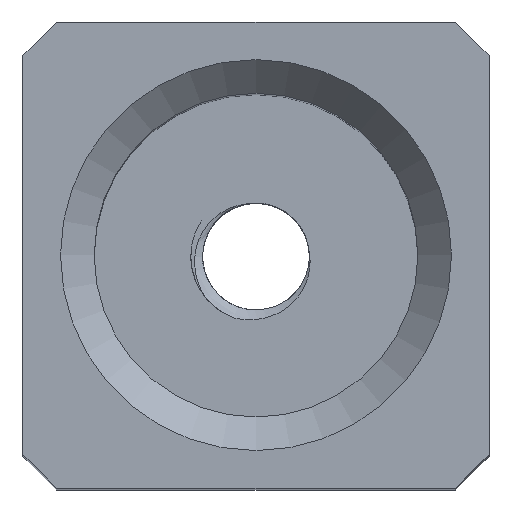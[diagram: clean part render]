
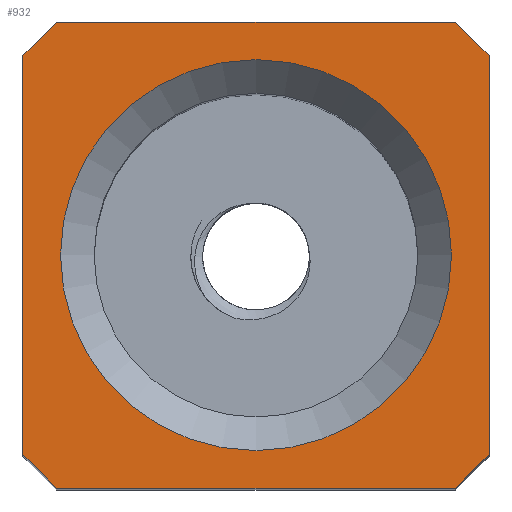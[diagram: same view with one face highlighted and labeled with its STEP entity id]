
A CAD part, top view. The second image highlights one B-rep face of the part: STEP entity #932.
In plain terms, the highlighted planar face has unit normal (0, 0, 1).
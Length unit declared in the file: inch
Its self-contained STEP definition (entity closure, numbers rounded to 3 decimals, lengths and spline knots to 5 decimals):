
#21=FACE_BOUND('',#144,.T.);
#40=PLANE('',#1009);
#87=FACE_OUTER_BOUND('',#143,.T.);
#143=EDGE_LOOP('',(#759,#760,#761,#762,#763,#764,#765,#766));
#144=EDGE_LOOP('',(#767));
#223=CIRCLE('',#1005,0.36278);
#257=LINE('',#2126,#323);
#263=LINE('',#2139,#329);
#269=LINE('',#2152,#335);
#277=LINE('',#2168,#343);
#286=LINE('',#2181,#352);
#287=LINE('',#2183,#353);
#290=LINE('',#2298,#356);
#291=LINE('',#2299,#357);
#323=VECTOR('',#1116,0.3937);
#329=VECTOR('',#1126,0.3937);
#335=VECTOR('',#1136,0.3937);
#343=VECTOR('',#1150,0.3937);
#352=VECTOR('',#1167,0.3937);
#353=VECTOR('',#1170,0.3937);
#356=VECTOR('',#1191,0.3937);
#357=VECTOR('',#1192,0.3937);
#423=VERTEX_POINT('',#2124);
#424=VERTEX_POINT('',#2125);
#428=VERTEX_POINT('',#2137);
#429=VERTEX_POINT('',#2138);
#433=VERTEX_POINT('',#2150);
#434=VERTEX_POINT('',#2151);
#438=VERTEX_POINT('',#2166);
#439=VERTEX_POINT('',#2167);
#442=VERTEX_POINT('',#2288);
#532=EDGE_CURVE('',#423,#424,#257,.T.);
#538=EDGE_CURVE('',#428,#429,#263,.T.);
#544=EDGE_CURVE('',#433,#434,#269,.T.);
#552=EDGE_CURVE('',#438,#439,#277,.T.);
#561=EDGE_CURVE('',#434,#423,#286,.T.);
#562=EDGE_CURVE('',#439,#433,#287,.T.);
#567=EDGE_CURVE('',#442,#442,#223,.T.);
#572=EDGE_CURVE('',#429,#438,#290,.T.);
#573=EDGE_CURVE('',#424,#428,#291,.T.);
#759=ORIENTED_EDGE('',*,*,#532,.F.);
#760=ORIENTED_EDGE('',*,*,#561,.F.);
#761=ORIENTED_EDGE('',*,*,#544,.F.);
#762=ORIENTED_EDGE('',*,*,#562,.F.);
#763=ORIENTED_EDGE('',*,*,#552,.F.);
#764=ORIENTED_EDGE('',*,*,#572,.F.);
#765=ORIENTED_EDGE('',*,*,#538,.F.);
#766=ORIENTED_EDGE('',*,*,#573,.F.);
#767=ORIENTED_EDGE('',*,*,#567,.F.);
#932=ADVANCED_FACE('',(#87,#21),#40,.T.);
#1005=AXIS2_PLACEMENT_3D('',#2289,#1179,#1180);
#1009=AXIS2_PLACEMENT_3D('',#2297,#1189,#1190);
#1116=DIRECTION('',(-0.707,-0.707,0.));
#1126=DIRECTION('',(-0.707,0.707,0.));
#1136=DIRECTION('',(0.707,-0.707,0.));
#1150=DIRECTION('',(0.707,0.707,0.));
#1167=DIRECTION('',(0.,-1.,0.));
#1170=DIRECTION('',(1.,0.,0.));
#1179=DIRECTION('center_axis',(0.,0.,1.));
#1180=DIRECTION('ref_axis',(-1.,0.,0.));
#1189=DIRECTION('center_axis',(0.,0.,1.));
#1190=DIRECTION('ref_axis',(-1.,0.,0.));
#1191=DIRECTION('',(0.,1.,0.));
#1192=DIRECTION('',(-1.,0.,0.));
#2124=CARTESIAN_POINT('',(0.4325,-0.37,16.));
#2125=CARTESIAN_POINT('',(0.37,-0.4325,16.));
#2126=CARTESIAN_POINT('',(0.40125,-0.40125,16.));
#2137=CARTESIAN_POINT('',(-0.37,-0.4325,16.));
#2138=CARTESIAN_POINT('',(-0.4325,-0.37,16.));
#2139=CARTESIAN_POINT('',(-0.40125,-0.40125,16.));
#2150=CARTESIAN_POINT('',(0.37,0.4325,16.));
#2151=CARTESIAN_POINT('',(0.4325,0.37,16.));
#2152=CARTESIAN_POINT('',(0.40125,0.40125,16.));
#2166=CARTESIAN_POINT('',(-0.4325,0.37,16.));
#2167=CARTESIAN_POINT('',(-0.37,0.4325,16.));
#2168=CARTESIAN_POINT('',(-0.40125,0.40125,16.));
#2181=CARTESIAN_POINT('',(0.4325,0.21875,16.));
#2183=CARTESIAN_POINT('',(-0.21875,0.4325,16.));
#2288=CARTESIAN_POINT('',(0.36278,0.,16.));
#2289=CARTESIAN_POINT('Origin',(0.,0.,16.));
#2297=CARTESIAN_POINT('Origin',(0.,0.,16.));
#2298=CARTESIAN_POINT('',(-0.4325,-0.21875,16.));
#2299=CARTESIAN_POINT('',(0.21875,-0.4325,16.));
